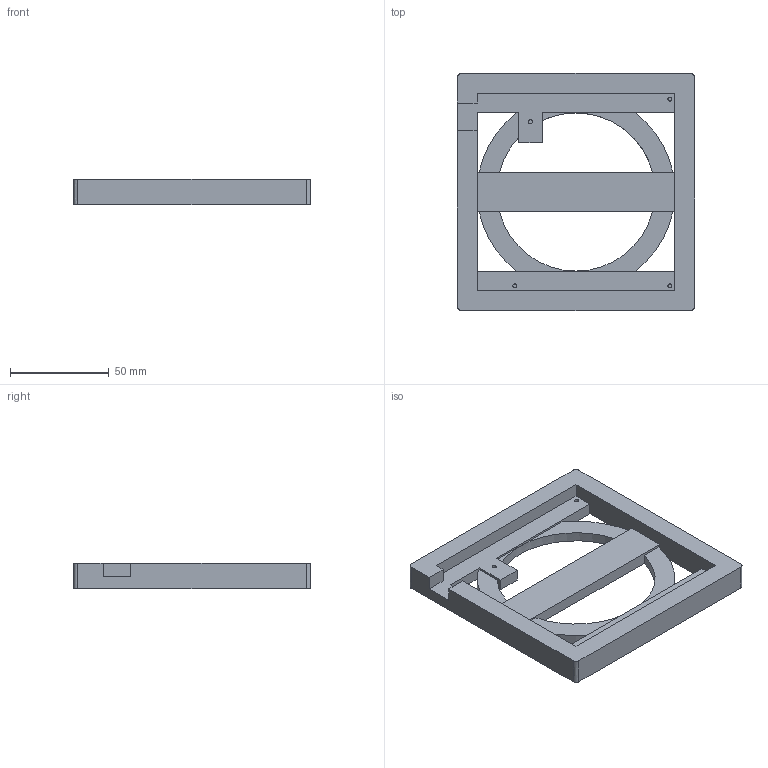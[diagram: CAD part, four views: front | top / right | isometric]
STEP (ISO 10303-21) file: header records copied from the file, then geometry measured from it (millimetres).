
FILE_DESCRIPTION(/* description */ (''),/* implementation_level */ '2;1');
FILE_NAME(/* name */ 'casebase v25.step',/* time_stamp */ '2024-10-05T15:26:08+10:00',/* author */ (''),/* organization */ (''),/* preprocessor_version */ 'ST-DEVELOPER v20',/* originating_system */ 'Autodesk Translation Framework v13.20.0.188',/* authorisation */ '');
FILE_SCHEMA (('AUTOMOTIVE_DESIGN { 1 0 10303 214 3 1 1 }'));
Length unit declared in the file: millimetre
Products named in the file (1): casebase
Bounding box: 120 x 120 x 13 mm (x, y, z)
Volume: 88791 mm3; surface area: 33375.7 mm2
Topology: 1 solids, 1 shells, 48 faces, 142 edges, 94 vertices
Faces by surface type: plane 33, cylinder 11, bspline 4
Full cylindrical faces by diameter (mm): 2 x4
Entity records: 1825 total; most frequent: CARTESIAN_POINT 503, ORIENTED_EDGE 284, DIRECTION 240, EDGE_CURVE 142, LINE 102, VECTOR 102, VERTEX_POINT 94, AXIS2_PLACEMENT_3D 69
